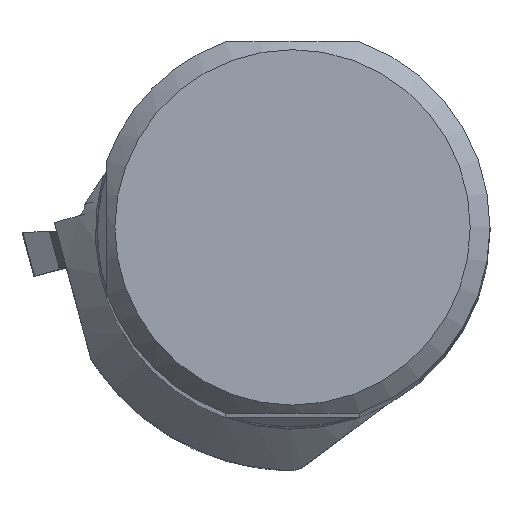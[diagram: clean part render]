
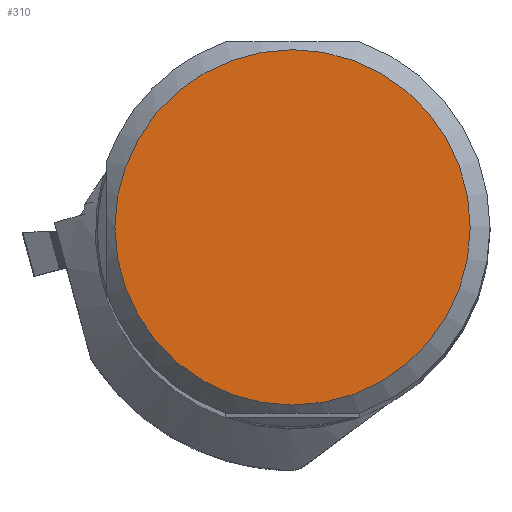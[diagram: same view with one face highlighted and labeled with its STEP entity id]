
A CAD part, top view. The second image highlights one B-rep face of the part: STEP entity #310.
In plain terms, the highlighted planar face has unit normal (0, 0, 1).
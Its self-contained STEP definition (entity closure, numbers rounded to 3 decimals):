
#228=CIRCLE('',#2257,22.489);
#310=ADVANCED_FACE('',(#464),#376,.T.);
#376=PLANE('',#2258);
#464=FACE_OUTER_BOUND('',#570,.T.);
#570=EDGE_LOOP('',(#1091));
#1091=ORIENTED_EDGE('',*,*,#1678,.T.);
#1411=VERTEX_POINT('',#4323);
#1678=EDGE_CURVE('',#1411,#1411,#228,.T.);
#2257=AXIS2_PLACEMENT_3D('',#4322,#2730,#2731);
#2258=AXIS2_PLACEMENT_3D('',#4324,#2732,#2733);
#2730=DIRECTION('',(0.,0.,1.));
#2731=DIRECTION('',(1.,0.,0.));
#2732=DIRECTION('',(0.,0.,1.));
#2733=DIRECTION('',(1.,0.,0.));
#4322=CARTESIAN_POINT('',(0.,0.,0.));
#4323=CARTESIAN_POINT('',(22.489,0.,0.));
#4324=CARTESIAN_POINT('',(0.,0.,
0.));
